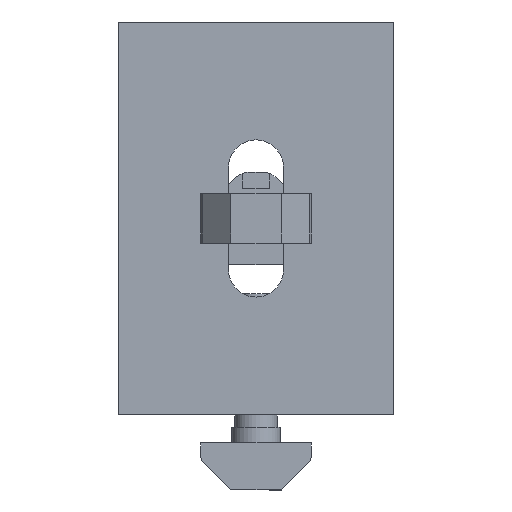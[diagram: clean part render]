
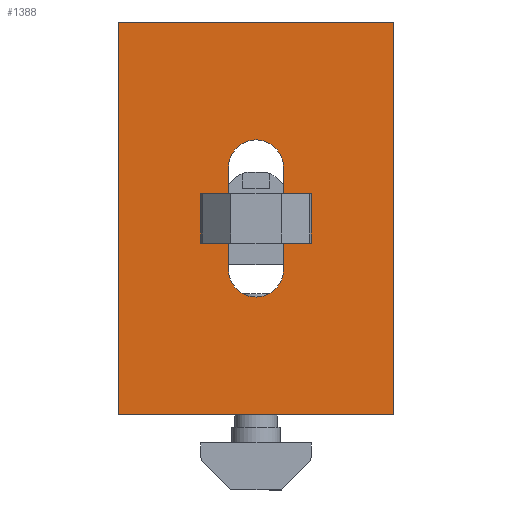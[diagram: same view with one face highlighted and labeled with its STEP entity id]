
A CAD part, front view. The second image highlights one B-rep face of the part: STEP entity #1388.
In plain terms, the highlighted planar face has unit normal (0, -1, 0).
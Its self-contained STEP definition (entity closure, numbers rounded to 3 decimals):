
#14 = EDGE_LOOP ( 'NONE', ( #1656, #1525, #1484, #2702 ) ) ;
#19 = VECTOR ( 'NONE', #1464, 1000. ) ;
#99 = CIRCLE ( 'NONE', #2026, 7. ) ;
#105 = AXIS2_PLACEMENT_3D ( 'NONE', #1560, #785, #773 ) ;
#130 = VECTOR ( 'NONE', #3145, 1000. ) ;
#171 = DIRECTION ( 'NONE',  ( -1., 0., 0. ) ) ;
#184 = EDGE_CURVE ( 'NONE', #2936, #696, #2647, .T. ) ;
#229 = VERTEX_POINT ( 'NONE', #3415 ) ;
#306 = LINE ( 'NONE', #1051, #684 ) ;
#320 = DIRECTION ( 'NONE',  ( 0., 0., 1. ) ) ;
#378 = VECTOR ( 'NONE', #320, 1000. ) ;
#445 = CARTESIAN_POINT ( 'NONE',  ( 35., 0., 100. ) ) ;
#553 = ORIENTED_EDGE ( 'NONE', *, *, #1580, .T. ) ;
#597 = ORIENTED_EDGE ( 'NONE', *, *, #1573, .T. ) ;
#600 = ORIENTED_EDGE ( 'NONE', *, *, #828, .T. ) ;
#644 = ORIENTED_EDGE ( 'NONE', *, *, #184, .T. ) ;
#684 = VECTOR ( 'NONE', #2650, 1000. ) ;
#688 = CARTESIAN_POINT ( 'NONE',  ( -7., 0., 37. ) ) ;
#696 = VERTEX_POINT ( 'NONE', #1084 ) ;
#707 = ORIENTED_EDGE ( 'NONE', *, *, #1079, .T. ) ;
#773 = DIRECTION ( 'NONE',  ( 0., 0., -1. ) ) ;
#785 = DIRECTION ( 'NONE',  ( 0., 1., 0. ) ) ;
#816 = VECTOR ( 'NONE', #1613, 1000. ) ;
#828 = EDGE_CURVE ( 'NONE', #229, #2936, #2983, .T. ) ;
#858 = VERTEX_POINT ( 'NONE', #2672 ) ;
#915 = LINE ( 'NONE', #1428, #19 ) ;
#931 = CARTESIAN_POINT ( 'NONE',  ( 0., 0., 63. ) ) ;
#980 = CARTESIAN_POINT ( 'NONE',  ( 0., 0., 37. ) ) ;
#1038 = VERTEX_POINT ( 'NONE', #445 ) ;
#1051 = CARTESIAN_POINT ( 'NONE',  ( 35., 0., 100. ) ) ;
#1079 = EDGE_CURVE ( 'NONE', #696, #2068, #99, .T. ) ;
#1084 = CARTESIAN_POINT ( 'NONE',  ( 7., 0., 37. ) ) ;
#1177 = CARTESIAN_POINT ( 'NONE',  ( 35., 0., 0. ) ) ;
#1329 = LINE ( 'NONE', #2399, #816 ) ;
#1388 = ADVANCED_FACE ( 'NONE', ( #2013, #2261 ), #3319, .T. ) ;
#1428 = CARTESIAN_POINT ( 'NONE',  ( -35., 0., 0. ) ) ;
#1464 = DIRECTION ( 'NONE',  ( 1., 0., 0. ) ) ;
#1469 = VERTEX_POINT ( 'NONE', #688 ) ;
#1484 = ORIENTED_EDGE ( 'NONE', *, *, #1705, .F. ) ;
#1525 = ORIENTED_EDGE ( 'NONE', *, *, #1950, .T. ) ;
#1560 = CARTESIAN_POINT ( 'NONE',  ( 0., 0., 37. ) ) ;
#1573 = EDGE_CURVE ( 'NONE', #2068, #1469, #3197, .T. ) ;
#1580 = EDGE_CURVE ( 'NONE', #1469, #229, #1329, .T. ) ;
#1613 = DIRECTION ( 'NONE',  ( 0., 0., 1. ) ) ;
#1653 = LINE ( 'NONE', #1905, #378 ) ;
#1656 = ORIENTED_EDGE ( 'NONE', *, *, #2357, .F. ) ;
#1705 = EDGE_CURVE ( 'NONE', #858, #2660, #1653, .T. ) ;
#1806 = AXIS2_PLACEMENT_3D ( 'NONE', #931, #1866, #2652 ) ;
#1866 = DIRECTION ( 'NONE',  ( 0., 1., 0. ) ) ;
#1905 = CARTESIAN_POINT ( 'NONE',  ( -35., 0., 0. ) ) ;
#1950 = EDGE_CURVE ( 'NONE', #1038, #2660, #2903, .T. ) ;
#2013 = FACE_BOUND ( 'NONE', #2270, .T. ) ;
#2026 = AXIS2_PLACEMENT_3D ( 'NONE', #980, #3075, #2529 ) ;
#2068 = VERTEX_POINT ( 'NONE', #2159 ) ;
#2159 = CARTESIAN_POINT ( 'NONE',  ( 0., 0., 30. ) ) ;
#2242 = CARTESIAN_POINT ( 'NONE',  ( 35., 0., 100. ) ) ;
#2250 = CARTESIAN_POINT ( 'NONE',  ( -35., 0., 100. ) ) ;
#2261 = FACE_OUTER_BOUND ( 'NONE', #14, .T. ) ;
#2270 = EDGE_LOOP ( 'NONE', ( #553, #600, #644, #707, #597 ) ) ;
#2277 = DIRECTION ( 'NONE',  ( 0., -1., 0. ) ) ;
#2357 = EDGE_CURVE ( 'NONE', #1038, #2627, #306, .T. ) ;
#2399 = CARTESIAN_POINT ( 'NONE',  ( -7., 0., 37. ) ) ;
#2529 = DIRECTION ( 'NONE',  ( 0., 0., -1. ) ) ;
#2536 = AXIS2_PLACEMENT_3D ( 'NONE', #2242, #2277, #171 ) ;
#2626 = DIRECTION ( 'NONE',  ( 0., 0., -1. ) ) ;
#2627 = VERTEX_POINT ( 'NONE', #1177 ) ;
#2647 = LINE ( 'NONE', #3170, #3333 ) ;
#2650 = DIRECTION ( 'NONE',  ( 0., 0., -1. ) ) ;
#2652 = DIRECTION ( 'NONE',  ( 0., 0., -1. ) ) ;
#2660 = VERTEX_POINT ( 'NONE', #2250 ) ;
#2672 = CARTESIAN_POINT ( 'NONE',  ( -35., 0., 0. ) ) ;
#2702 = ORIENTED_EDGE ( 'NONE', *, *, #2754, .T. ) ;
#2754 = EDGE_CURVE ( 'NONE', #858, #2627, #915, .T. ) ;
#2903 = LINE ( 'NONE', #3160, #130 ) ;
#2936 = VERTEX_POINT ( 'NONE', #3109 ) ;
#2983 = CIRCLE ( 'NONE', #1806, 7. ) ;
#3075 = DIRECTION ( 'NONE',  ( 0., 1., 0. ) ) ;
#3109 = CARTESIAN_POINT ( 'NONE',  ( 7., 0., 63. ) ) ;
#3145 = DIRECTION ( 'NONE',  ( -1., 0., 0. ) ) ;
#3160 = CARTESIAN_POINT ( 'NONE',  ( 35., 0., 100. ) ) ;
#3170 = CARTESIAN_POINT ( 'NONE',  ( 7., 0., 63. ) ) ;
#3197 = CIRCLE ( 'NONE', #105, 7. ) ;
#3319 = PLANE ( 'NONE',  #2536 ) ;
#3333 = VECTOR ( 'NONE', #2626, 1000. ) ;
#3415 = CARTESIAN_POINT ( 'NONE',  ( -7., 0., 63. ) ) ;
